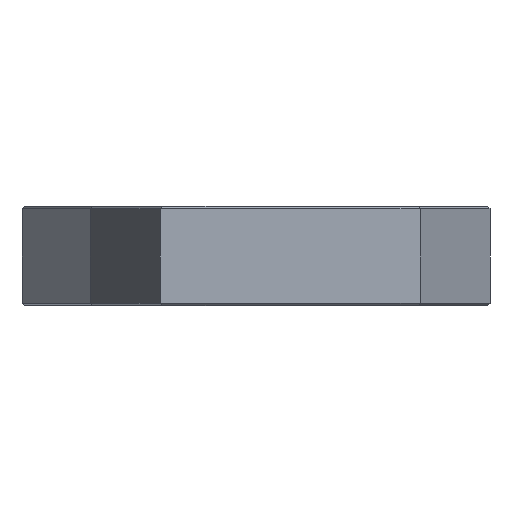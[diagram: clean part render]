
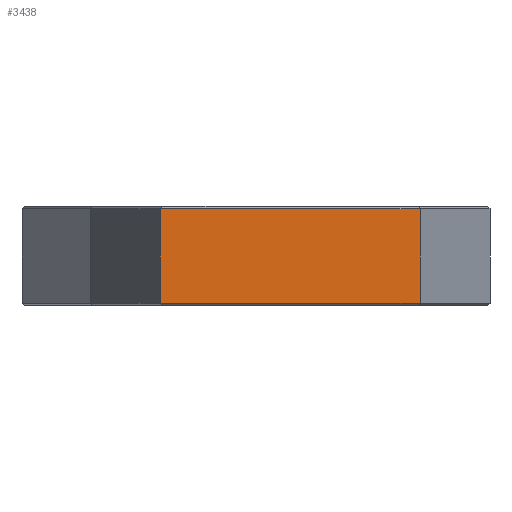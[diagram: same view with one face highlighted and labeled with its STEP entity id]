
A CAD part, front view. The second image highlights one B-rep face of the part: STEP entity #3438.
In plain terms, the highlighted planar face has unit normal (0, -1, 0).
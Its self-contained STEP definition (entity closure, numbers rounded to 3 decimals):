
#452 = PLANE('',#453);
#453 = AXIS2_PLACEMENT_3D('',#454,#455,#456);
#454 = CARTESIAN_POINT('',(-26.,0.25,0.25));
#455 = DIRECTION('',(0.,-0.707,-0.707
    ));
#456 = DIRECTION('',(1.,0.,0.));
#1422 = VERTEX_POINT('',#1423);
#1423 = CARTESIAN_POINT('',(-26.,0.,0.5));
#1458 = PLANE('',#1459);
#1459 = AXIS2_PLACEMENT_3D('',#1460,#1461,#1462);
#1460 = CARTESIAN_POINT('',(-40.,32.22,0.));
#1461 = DIRECTION('',(0.917,0.399,0.));
#1462 = DIRECTION('',(0.399,-0.917,0.)
  );
#1476 = VERTEX_POINT('',#1477);
#1477 = CARTESIAN_POINT('',(26.,0.,0.5));
#1498 = EDGE_CURVE('',#1422,#1476,#1499,.T.);
#1499 = SURFACE_CURVE('',#1500,(#1504,#1511),.PCURVE_S1.);
#1500 = LINE('',#1501,#1502);
#1501 = CARTESIAN_POINT('',(-26.,0.,0.5));
#1502 = VECTOR('',#1503,1.);
#1503 = DIRECTION('',(1.,0.,0.));
#1504 = PCURVE('',#452,#1505);
#1505 = DEFINITIONAL_REPRESENTATION('',(#1506),#1510);
#1506 = LINE('',#1507,#1508);
#1507 = CARTESIAN_POINT('',(0.,0.354));
#1508 = VECTOR('',#1509,1.);
#1509 = DIRECTION('',(1.,0.));
#1510 = ( GEOMETRIC_REPRESENTATION_CONTEXT(2) 
PARAMETRIC_REPRESENTATION_CONTEXT() REPRESENTATION_CONTEXT('2D SPACE',''
  ) );
#1511 = PCURVE('',#1512,#1517);
#1512 = PLANE('',#1513);
#1513 = AXIS2_PLACEMENT_3D('',#1514,#1515,#1516);
#1514 = CARTESIAN_POINT('',(-26.,0.,0.));
#1515 = DIRECTION('',(0.,1.,0.));
#1516 = DIRECTION('',(1.,0.,0.));
#1517 = DEFINITIONAL_REPRESENTATION('',(#1518),#1522);
#1518 = LINE('',#1519,#1520);
#1519 = CARTESIAN_POINT('',(0.,-0.5));
#1520 = VECTOR('',#1521,1.);
#1521 = DIRECTION('',(1.,0.));
#1522 = ( GEOMETRIC_REPRESENTATION_CONTEXT(2) 
PARAMETRIC_REPRESENTATION_CONTEXT() REPRESENTATION_CONTEXT('2D SPACE',''
  ) );
#1565 = PLANE('',#1566);
#1566 = AXIS2_PLACEMENT_3D('',#1567,#1568,#1569);
#1567 = CARTESIAN_POINT('',(26.,0.,0.));
#1568 = DIRECTION('',(-0.917,0.399,0.)
  );
#1569 = DIRECTION('',(0.399,0.917,0.));
#2851 = PLANE('',#2852);
#2852 = AXIS2_PLACEMENT_3D('',#2853,#2854,#2855);
#2853 = CARTESIAN_POINT('',(-26.,0.25,19.75));
#2854 = DIRECTION('',(0.,0.707,-0.707)
  );
#2855 = DIRECTION('',(1.,0.,0.));
#3393 = EDGE_CURVE('',#1422,#3394,#3396,.T.);
#3394 = VERTEX_POINT('',#3395);
#3395 = CARTESIAN_POINT('',(-26.,0.,19.5));
#3396 = SURFACE_CURVE('',#3397,(#3401,#3408),.PCURVE_S1.);
#3397 = LINE('',#3398,#3399);
#3398 = CARTESIAN_POINT('',(-26.,0.,0.));
#3399 = VECTOR('',#3400,1.);
#3400 = DIRECTION('',(0.,0.,1.));
#3401 = PCURVE('',#1458,#3402);
#3402 = DEFINITIONAL_REPRESENTATION('',(#3403),#3407);
#3403 = LINE('',#3404,#3405);
#3404 = CARTESIAN_POINT('',(35.13,0.));
#3405 = VECTOR('',#3406,1.);
#3406 = DIRECTION('',(0.,-1.));
#3407 = ( GEOMETRIC_REPRESENTATION_CONTEXT(2) 
PARAMETRIC_REPRESENTATION_CONTEXT() REPRESENTATION_CONTEXT('2D SPACE',''
  ) );
#3408 = PCURVE('',#1512,#3409);
#3409 = DEFINITIONAL_REPRESENTATION('',(#3410),#3414);
#3410 = LINE('',#3411,#3412);
#3411 = CARTESIAN_POINT('',(-0.,0.));
#3412 = VECTOR('',#3413,1.);
#3413 = DIRECTION('',(0.,-1.));
#3414 = ( GEOMETRIC_REPRESENTATION_CONTEXT(2) 
PARAMETRIC_REPRESENTATION_CONTEXT() REPRESENTATION_CONTEXT('2D SPACE',''
  ) );
#3438 = ADVANCED_FACE('',(#3439),#1512,.F.);
#3439 = FACE_BOUND('',#3440,.F.);
#3440 = EDGE_LOOP('',(#3441,#3442,#3465,#3486));
#3441 = ORIENTED_EDGE('',*,*,#3393,.T.);
#3442 = ORIENTED_EDGE('',*,*,#3443,.T.);
#3443 = EDGE_CURVE('',#3394,#3444,#3446,.T.);
#3444 = VERTEX_POINT('',#3445);
#3445 = CARTESIAN_POINT('',(26.,0.,19.5));
#3446 = SURFACE_CURVE('',#3447,(#3451,#3458),.PCURVE_S1.);
#3447 = LINE('',#3448,#3449);
#3448 = CARTESIAN_POINT('',(-26.,0.,19.5));
#3449 = VECTOR('',#3450,1.);
#3450 = DIRECTION('',(1.,0.,0.));
#3451 = PCURVE('',#1512,#3452);
#3452 = DEFINITIONAL_REPRESENTATION('',(#3453),#3457);
#3453 = LINE('',#3454,#3455);
#3454 = CARTESIAN_POINT('',(0.,-19.5));
#3455 = VECTOR('',#3456,1.);
#3456 = DIRECTION('',(1.,0.));
#3457 = ( GEOMETRIC_REPRESENTATION_CONTEXT(2) 
PARAMETRIC_REPRESENTATION_CONTEXT() REPRESENTATION_CONTEXT('2D SPACE',''
  ) );
#3458 = PCURVE('',#2851,#3459);
#3459 = DEFINITIONAL_REPRESENTATION('',(#3460),#3464);
#3460 = LINE('',#3461,#3462);
#3461 = CARTESIAN_POINT('',(0.,0.354));
#3462 = VECTOR('',#3463,1.);
#3463 = DIRECTION('',(1.,0.));
#3464 = ( GEOMETRIC_REPRESENTATION_CONTEXT(2) 
PARAMETRIC_REPRESENTATION_CONTEXT() REPRESENTATION_CONTEXT('2D SPACE',''
  ) );
#3465 = ORIENTED_EDGE('',*,*,#3466,.F.);
#3466 = EDGE_CURVE('',#1476,#3444,#3467,.T.);
#3467 = SURFACE_CURVE('',#3468,(#3472,#3479),.PCURVE_S1.);
#3468 = LINE('',#3469,#3470);
#3469 = CARTESIAN_POINT('',(26.,0.,0.));
#3470 = VECTOR('',#3471,1.);
#3471 = DIRECTION('',(0.,0.,1.));
#3472 = PCURVE('',#1512,#3473);
#3473 = DEFINITIONAL_REPRESENTATION('',(#3474),#3478);
#3474 = LINE('',#3475,#3476);
#3475 = CARTESIAN_POINT('',(52.,0.));
#3476 = VECTOR('',#3477,1.);
#3477 = DIRECTION('',(0.,-1.));
#3478 = ( GEOMETRIC_REPRESENTATION_CONTEXT(2) 
PARAMETRIC_REPRESENTATION_CONTEXT() REPRESENTATION_CONTEXT('2D SPACE',''
  ) );
#3479 = PCURVE('',#1565,#3480);
#3480 = DEFINITIONAL_REPRESENTATION('',(#3481),#3485);
#3481 = LINE('',#3482,#3483);
#3482 = CARTESIAN_POINT('',(0.,0.));
#3483 = VECTOR('',#3484,1.);
#3484 = DIRECTION('',(0.,-1.));
#3485 = ( GEOMETRIC_REPRESENTATION_CONTEXT(2) 
PARAMETRIC_REPRESENTATION_CONTEXT() REPRESENTATION_CONTEXT('2D SPACE',''
  ) );
#3486 = ORIENTED_EDGE('',*,*,#1498,.F.);
